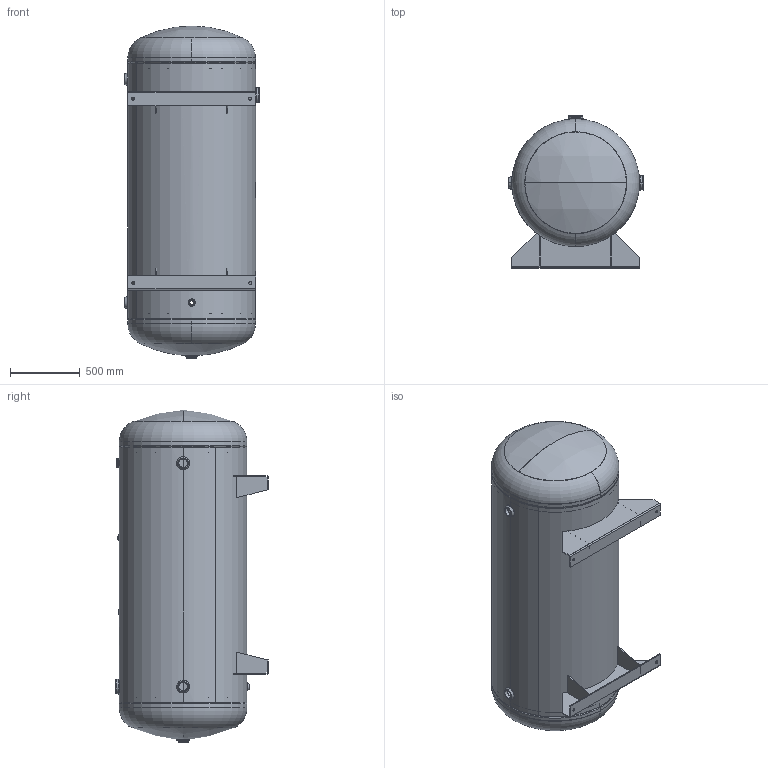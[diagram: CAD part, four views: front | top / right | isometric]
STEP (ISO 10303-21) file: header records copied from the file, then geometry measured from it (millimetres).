
FILE_DESCRIPTION (( 'STEP AP203' ), '1' );
FILE_NAME ('302488.STEP', '2012-03-05T21:33:18', ( '' ), ( '' ), 'SwSTEP 2.0', 'SolidWorks 2011', '' );
FILE_SCHEMA (( 'CONFIG_CONTROL_DESIGN' ));
Length unit declared in the file: inch
Products named in the file (1): 302488
Bounding box: 961.69 x 1092.2 x 2378.07 mm (x, y, z)
Surface area: 15925719.4 mm2 (no closed solid volume)
Topology: 0 solids, 28 shells, 204 faces, 560 edges, 370 vertices
Faces by surface type: cylinder 69, torus 66, plane 53, sphere 8, bspline 8
Entity records: 10001 total; most frequent: CARTESIAN_POINT 4748, DIRECTION 1167, ORIENTED_EDGE 932, EDGE_CURVE 560, AXIS2_PLACEMENT_3D 493, VERTEX_POINT 370, CIRCLE 296, EDGE_LOOP 236
